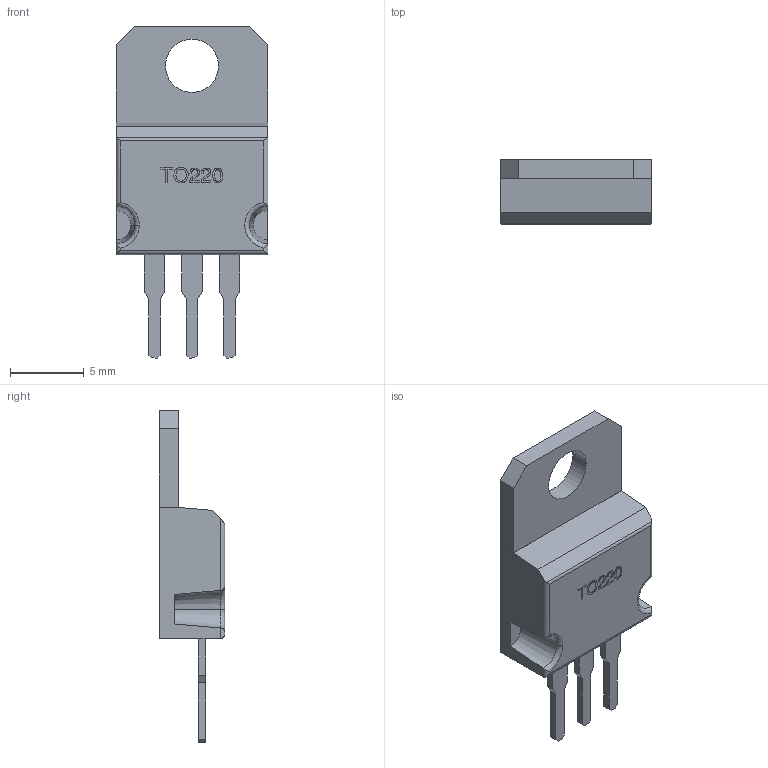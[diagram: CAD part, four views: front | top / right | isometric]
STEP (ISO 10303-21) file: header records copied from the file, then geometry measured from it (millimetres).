
FILE_DESCRIPTION (( 'STEP AP214' ), '1' );
FILE_NAME ('4.STEP', '2017-05-28T15:13:54', ( 'Charjie' ), ( 'Microsoft' ), 'SwSTEP 2.0', 'SolidWorks 2014', '' );
FILE_SCHEMA (( 'AUTOMOTIVE_DESIGN' ));
Length unit declared in the file: millimetre
Products named in the file (4): 4; TO220A; Designator170
Assembly tree (3 placements, depth 4):
  4
    Designator170
      TO220A
        TO220A
Bounding box: 10.3 x 4.43 x 22.5 mm (x, y, z)
Volume: 488.4 mm3; surface area: 720.3 mm2
Topology: 2 solids, 2 shells, 140 faces, 375 edges, 249 vertices
Faces by surface type: plane 94, bspline 35, cylinder 8, cone 3
Entity records: 8171 total; most frequent: CARTESIAN_POINT 3262, ORIENTED_EDGE 750, DIRECTION 531, EDGE_CURVE 375, VECTOR 283, LINE 283, VERTEX_POINT 249, EDGE_LOOP 152
